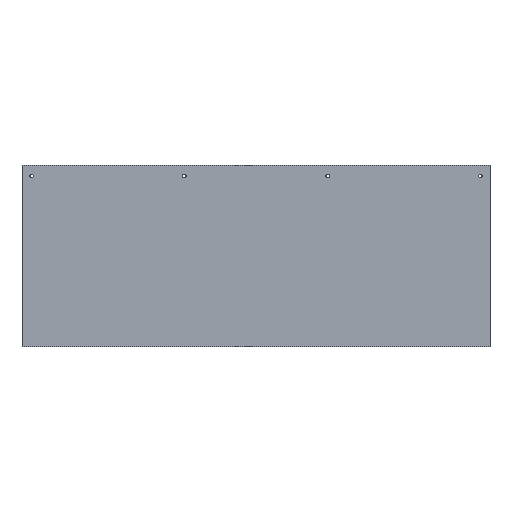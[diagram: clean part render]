
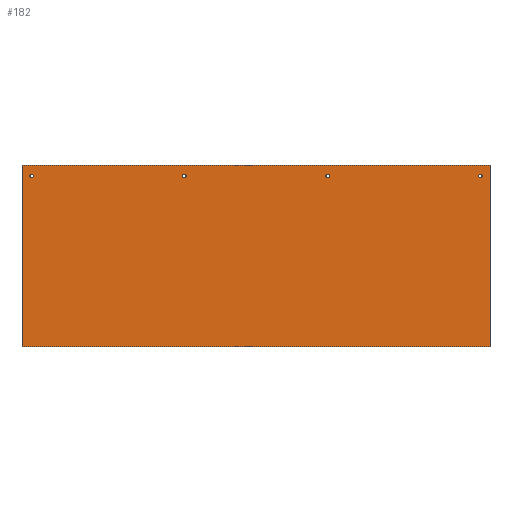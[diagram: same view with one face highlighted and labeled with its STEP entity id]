
A CAD part, top view. The second image highlights one B-rep face of the part: STEP entity #182.
In plain terms, the highlighted planar face has unit normal (0, 0, 1).
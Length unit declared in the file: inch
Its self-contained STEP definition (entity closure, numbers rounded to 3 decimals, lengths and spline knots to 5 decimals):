
#23=FACE_BOUND('',#59,.T.);
#24=FACE_BOUND('',#60,.T.);
#25=FACE_BOUND('',#61,.T.);
#26=FACE_BOUND('',#62,.T.);
#35=CIRCLE('',#205,0.1875);
#36=CIRCLE('',#206,0.1875);
#37=CIRCLE('',#207,0.1875);
#38=CIRCLE('',#208,0.1875);
#44=FACE_OUTER_BOUND('',#58,.T.);
#58=EDGE_LOOP('',(#155,#156,#157,#158));
#59=EDGE_LOOP('',(#159));
#60=EDGE_LOOP('',(#160));
#61=EDGE_LOOP('',(#161));
#62=EDGE_LOOP('',(#162));
#76=LINE('',#285,#88);
#78=LINE('',#289,#90);
#80=LINE('',#293,#92);
#82=LINE('',#296,#94);
#88=VECTOR('',#232,49.);
#90=VECTOR('',#236,19.);
#92=VECTOR('',#240,49.);
#94=VECTOR('',#244,19.);
#103=VERTEX_POINT('',#282);
#104=VERTEX_POINT('',#284);
#105=VERTEX_POINT('',#288);
#106=VERTEX_POINT('',#292);
#107=VERTEX_POINT('',#298);
#108=VERTEX_POINT('',#300);
#109=VERTEX_POINT('',#302);
#110=VERTEX_POINT('',#304);
#120=EDGE_CURVE('',#103,#104,#76,.T.);
#122=EDGE_CURVE('',#104,#105,#78,.T.);
#124=EDGE_CURVE('',#105,#106,#80,.T.);
#126=EDGE_CURVE('',#106,#103,#82,.T.);
#127=EDGE_CURVE('',#107,#107,#35,.T.);
#128=EDGE_CURVE('',#108,#108,#36,.T.);
#129=EDGE_CURVE('',#109,#109,#37,.T.);
#130=EDGE_CURVE('',#110,#110,#38,.T.);
#155=ORIENTED_EDGE('',*,*,#120,.F.);
#156=ORIENTED_EDGE('',*,*,#126,.F.);
#157=ORIENTED_EDGE('',*,*,#124,.F.);
#158=ORIENTED_EDGE('',*,*,#122,.F.);
#159=ORIENTED_EDGE('',*,*,#127,.F.);
#160=ORIENTED_EDGE('',*,*,#128,.F.);
#161=ORIENTED_EDGE('',*,*,#129,.F.);
#162=ORIENTED_EDGE('',*,*,#130,.F.);
#176=PLANE('',#204);
#182=ADVANCED_FACE('',(#44,#23,#24,#25,#26),#176,.T.);
#204=AXIS2_PLACEMENT_3D('',#297,#245,#246);
#205=AXIS2_PLACEMENT_3D('',#299,#247,#248);
#206=AXIS2_PLACEMENT_3D('',#301,#249,#250);
#207=AXIS2_PLACEMENT_3D('',#303,#251,#252);
#208=AXIS2_PLACEMENT_3D('',#305,#253,#254);
#232=DIRECTION('',(-1.,0.,0.));
#236=DIRECTION('',(0.,1.,0.));
#240=DIRECTION('',(1.,0.,0.));
#244=DIRECTION('',(0.,-1.,0.));
#245=DIRECTION('center_axis',(0.,0.,1.));
#246=DIRECTION('ref_axis',(1.,0.,0.));
#247=DIRECTION('center_axis',(0.,0.,1.));
#248=DIRECTION('ref_axis',(1.,0.,0.));
#249=DIRECTION('center_axis',(0.,0.,1.));
#250=DIRECTION('ref_axis',(1.,0.,0.));
#251=DIRECTION('center_axis',(0.,0.,1.));
#252=DIRECTION('ref_axis',(1.,0.,0.));
#253=DIRECTION('center_axis',(0.,0.,1.));
#254=DIRECTION('ref_axis',(1.,0.,0.));
#282=CARTESIAN_POINT('',(49.,0.,0.25));
#284=CARTESIAN_POINT('',(0.,0.,0.25));
#285=CARTESIAN_POINT('',(49.,0.,0.25));
#288=CARTESIAN_POINT('',(0.,19.,0.25));
#289=CARTESIAN_POINT('',(0.,0.,0.25));
#292=CARTESIAN_POINT('',(49.,19.,0.25));
#293=CARTESIAN_POINT('',(0.,19.,0.25));
#296=CARTESIAN_POINT('',(49.,19.,0.25));
#297=CARTESIAN_POINT('Origin',(0.,0.,0.25));
#298=CARTESIAN_POINT('',(0.8125,17.875,0.25));
#299=CARTESIAN_POINT('Origin',(1.,17.875,0.25));
#300=CARTESIAN_POINT('',(16.8125,17.875,0.25));
#301=CARTESIAN_POINT('Origin',(17.,17.875,0.25));
#302=CARTESIAN_POINT('',(31.8125,17.875,0.25));
#303=CARTESIAN_POINT('Origin',(32.,17.875,0.25));
#304=CARTESIAN_POINT('',(47.8125,17.875,0.25));
#305=CARTESIAN_POINT('Origin',(48.,17.875,0.25));
